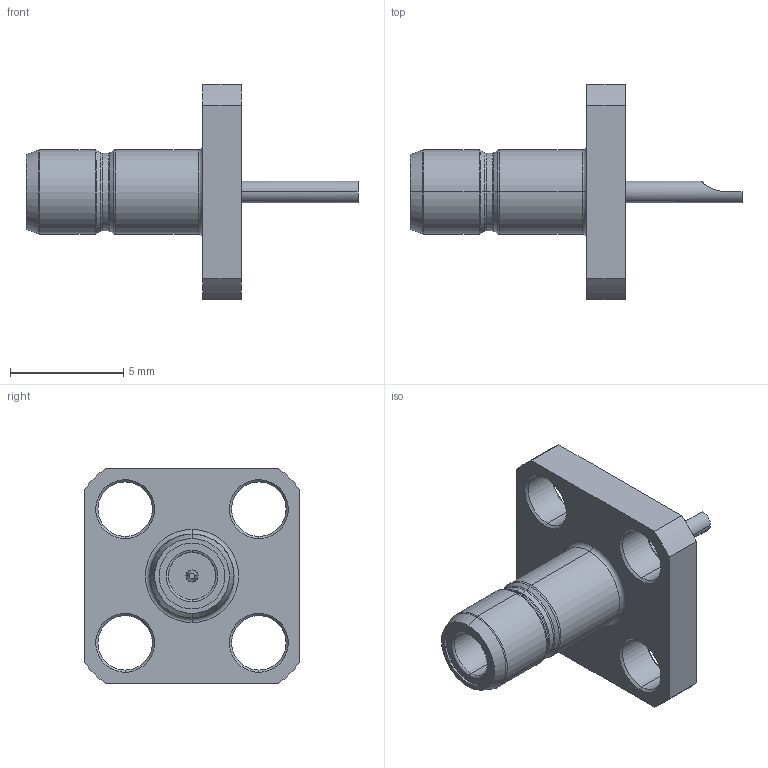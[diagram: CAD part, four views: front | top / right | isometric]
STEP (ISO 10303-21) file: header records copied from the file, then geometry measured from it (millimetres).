
FILE_DESCRIPTION (( 'STEP AP214' ), '1' );
FILE_NAME ('ÑÖÍÊ.434521.042ÑÁ_Âèëêà+äëÿ ïîòðåáèòåëÿ.STEP', '2018-12-03T09:01:13', ( 'User' ), ( '' ), 'SwSTEP 2.0', 'SolidWorks 2016', '' );
FILE_SCHEMA (( 'AUTOMOTIVE_DESIGN' ));
Length unit declared in the file: millimetre
Products named in the file (1): ÑÖÍÊ.434521.042ÑÁ_Âèëêà+äëÿ ïîòðåáèòåëÿ
Bounding box: 14.65 x 9.5 x 9.5 mm (x, y, z)
Volume: 191.8 mm3; surface area: 383 mm2
Topology: 1 solids, 1 shells, 88 faces, 196 edges, 115 vertices
Faces by surface type: cylinder 31, cone 28, plane 15, torus 14
Entity records: 3469 total; most frequent: DIRECTION 480, CARTESIAN_POINT 442, ORIENTED_EDGE 388, AXIS2_PLACEMENT_3D 201, EDGE_CURVE 194, VERTEX_POINT 115, CIRCLE 112, EDGE_LOOP 103
